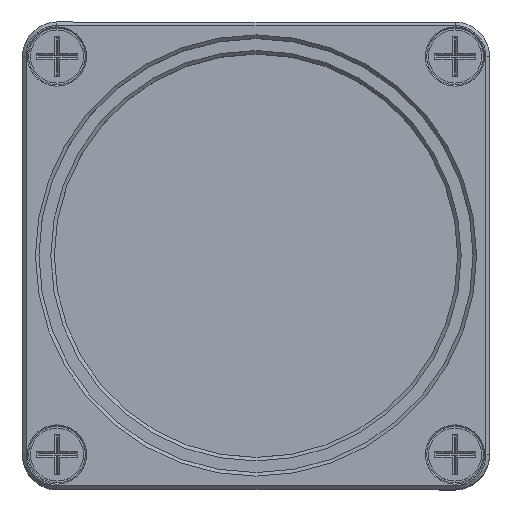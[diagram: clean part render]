
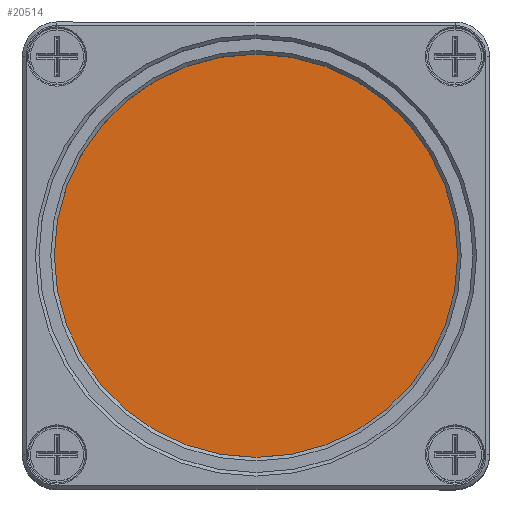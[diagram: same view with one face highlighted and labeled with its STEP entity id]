
A CAD part, top view. The second image highlights one B-rep face of the part: STEP entity #20514.
In plain terms, the highlighted face is planar.
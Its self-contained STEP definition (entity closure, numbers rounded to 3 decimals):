
#11191=FACE_OUTER_BOUND('',#63800,.T.);
#20514=ADVANCED_FACE('',(#11191),#26373,.F.);
#26373=PLANE('',#150768);
#63800=EDGE_LOOP('',(#88360));
#88360=ORIENTED_EDGE('',*,*,#130568,.F.);
#113922=VERTEX_POINT('',#217003);
#130568=EDGE_CURVE('',#113922,#113922,#142385,.T.);
#142385=CIRCLE('',#150765,12.5);
#150765=AXIS2_PLACEMENT_3D('',#217002,#176734,#176735);
#150768=AXIS2_PLACEMENT_3D('',#217006,#176740,#176741);
#176734=DIRECTION('',(0.,0.,1.));
#176735=DIRECTION('',(1.,0.,0.));
#176740=DIRECTION('',(0.,0.,1.));
#176741=DIRECTION('',(1.,0.,0.));
#217002=CARTESIAN_POINT('',(0.,0.,0.));
#217003=CARTESIAN_POINT('',(12.5,0.,0.));
#217006=CARTESIAN_POINT('',(0.,0.,0.));
